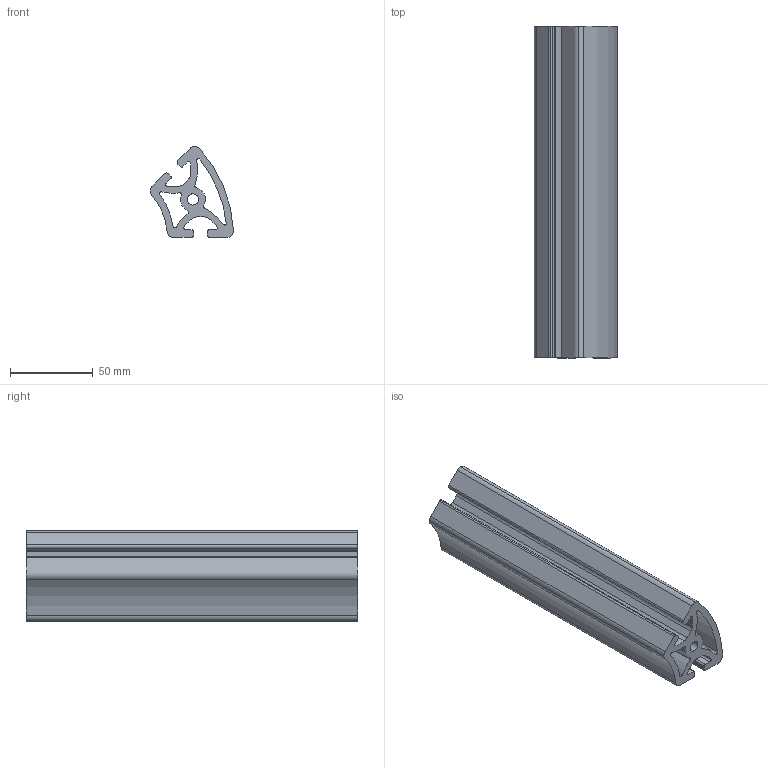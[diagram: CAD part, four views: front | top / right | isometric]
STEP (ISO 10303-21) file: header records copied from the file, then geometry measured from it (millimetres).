
FILE_DESCRIPTION (( 'STEP AP203' ), '1' );
FILE_NAME ('281408941_c_1.STEP', '2022-10-27T16:55:09', ( '' ), ( '' ), 'SwSTEP 2.0', 'SolidWorks 2014', '' );
FILE_SCHEMA (( 'CONFIG_CONTROL_DESIGN' ));
Length unit declared in the file: millimetre
Products named in the file (1): 281408941_c_1
Bounding box: 50.07 x 200 x 54.84 mm (x, y, z)
Volume: 205077.2 mm3; surface area: 86708.5 mm2
Topology: 1 solids, 1 shells, 66 faces, 192 edges, 128 vertices
Faces by surface type: cylinder 50, plane 16
Entity records: 2325 total; most frequent: DIRECTION 426, CARTESIAN_POINT 387, ORIENTED_EDGE 384, EDGE_CURVE 192, AXIS2_PLACEMENT_3D 167, VERTEX_POINT 128, CIRCLE 100, LINE 92
